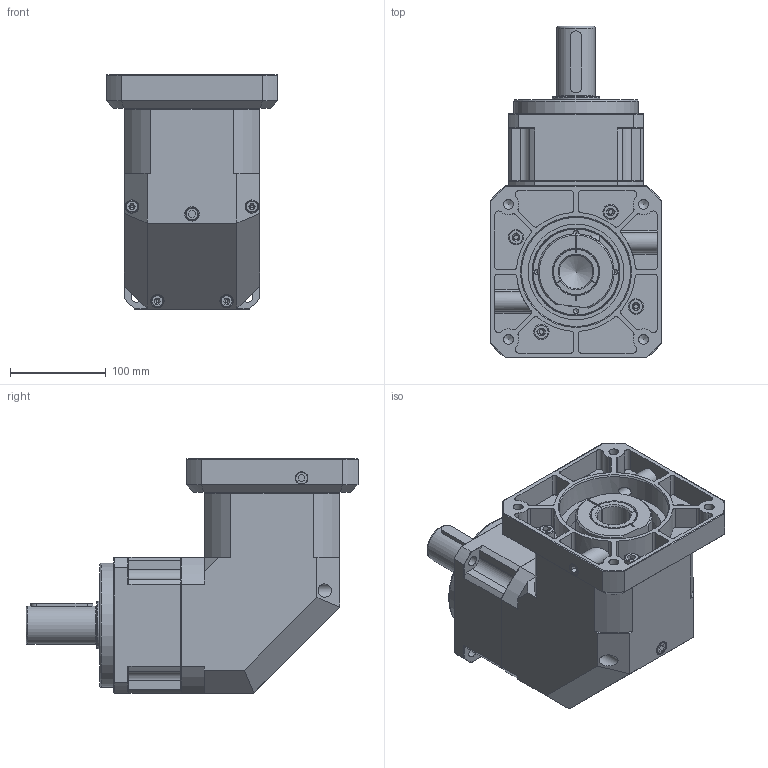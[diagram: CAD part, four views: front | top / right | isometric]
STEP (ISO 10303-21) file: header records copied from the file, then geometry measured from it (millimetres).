
FILE_DESCRIPTION((''),'2;1');
FILE_NAME('KSBL-142-1.stp','2014-03-11T11:51:59',('young'),(''),'Autodesk Inventor 2012','Autodesk Inventor 2012','');
FILE_SCHEMA(('AUTOMOTIVE_DESIGN { 1 0 10303 214 1 1 1 1 }'));
Length unit declared in the file: millimetre
Products named in the file (1): KSBL-142-1
Bounding box: 180 x 347.5 x 245 mm (x, y, z)
Volume: 4791934.5 mm3; surface area: 552793.9 mm2
Topology: 22 solids, 22 shells, 747 faces, 1890 edges, 1248 vertices
Faces by surface type: plane 405, cylinder 201, cone 103, torus 20, bspline 18
Full cylindrical faces by diameter (mm): 5 x4, 6.8 x4, 8 x4, 8.5 x8, 8.6 x1, 10 x9, 10.2 x5, 10.5 x4, 11 x5, 11.125 x2, 12 x1, 13 x7, 14 x4, 16 x5, 25 x1, 35 x1, 40 x1, 48.4 x1, 49.8 x2, 50 x2, 62 x1, 68 x1, 70 x1, 72 x5, 75 x1, 80 x1, 92 x2, 100 x1, 114.3 x1, 118 x1
Entity records: 29295 total; most frequent: CARTESIAN_POINT 12266, DIRECTION 3443, ORIENTED_EDGE 3348, EDGE_CURVE 1674, AXIS2_PLACEMENT_3D 1312, VERTEX_POINT 1204, EDGE_LOOP 1024, VECTOR 819
